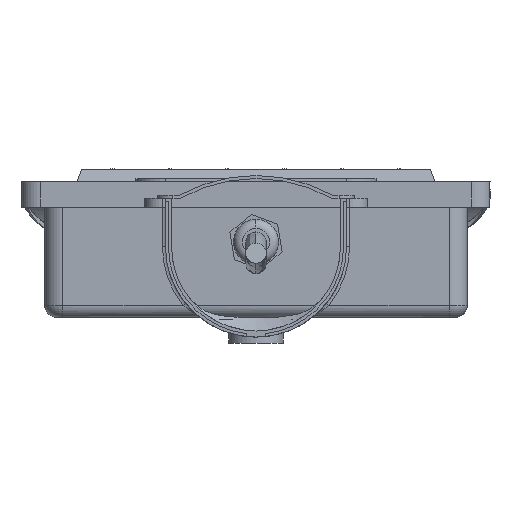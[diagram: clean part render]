
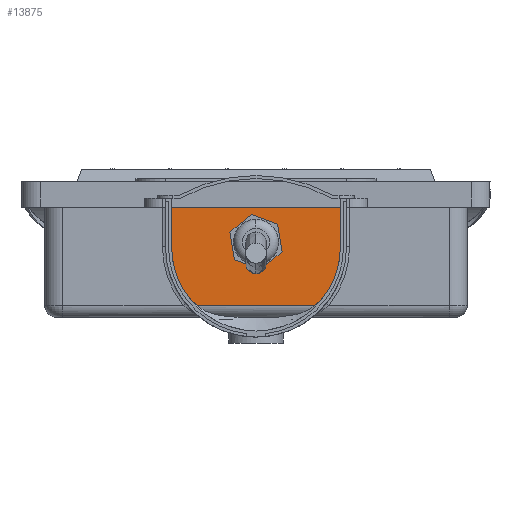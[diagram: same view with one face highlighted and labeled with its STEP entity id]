
A CAD part, front view. The second image highlights one B-rep face of the part: STEP entity #13875.
In plain terms, the highlighted planar face has unit normal (0, -1, 0).
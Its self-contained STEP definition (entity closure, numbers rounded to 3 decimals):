
#13 = VERTEX_POINT ( 'NONE', #12707 ) ;
#304 = CARTESIAN_POINT ( 'NONE',  ( -28., 10., -13.5 ) ) ;
#783 = VERTEX_POINT ( 'NONE', #12766 ) ;
#807 = CARTESIAN_POINT ( 'NONE',  ( 70., 10., -50. ) ) ;
#965 = EDGE_CURVE ( 'NONE', #10220, #6576, #20737, .T. ) ;
#966 = EDGE_LOOP ( 'NONE', ( #7501, #20647, #17220, #6290, #14888, #14211, #3194, #5081, #6372, #8073 ) ) ;
#1023 = VECTOR ( 'NONE', #1035, 1000. ) ;
#1027 = DIRECTION ( 'NONE',  ( 0., 0., 1. ) ) ;
#1035 = DIRECTION ( 'NONE',  ( -0.772, 0., -0.636 ) ) ;
#1094 = EDGE_CURVE ( 'NONE', #15914, #2304, #1878, .T. ) ;
#1115 = CARTESIAN_POINT ( 'NONE',  ( 0., 10., -26.5 ) ) ;
#1182 = CIRCLE ( 'NONE', #19244, 28. ) ;
#1244 = LINE ( 'NONE', #21519, #1023 ) ;
#1528 = EDGE_CURVE ( 'NONE', #2304, #15041, #1867, .T. ) ;
#1684 = CARTESIAN_POINT ( 'NONE',  ( 8.65, 10., -28.241 ) ) ;
#1707 = DIRECTION ( 'NONE',  ( 1., 0., 0. ) ) ;
#1834 = DIRECTION ( 'NONE',  ( 0.74, 0., -0.672 ) ) ;
#1867 = LINE ( 'NONE', #3751, #16447 ) ;
#1878 = LINE ( 'NONE', #13622, #6224 ) ;
#1930 = CARTESIAN_POINT ( 'NONE',  ( 19.512, 10., -46. ) ) ;
#2304 = VERTEX_POINT ( 'NONE', #19714 ) ;
#2403 = DIRECTION ( 'NONE',  ( 0., 0., 1. ) ) ;
#2972 = VERTEX_POINT ( 'NONE', #4373 ) ;
#3034 = EDGE_CURVE ( 'NONE', #6144, #783, #16608, .T. ) ;
#3083 = VECTOR ( 'NONE', #1707, 1000. ) ;
#3194 = ORIENTED_EDGE ( 'NONE', *, *, #965, .F. ) ;
#3227 = LINE ( 'NONE', #1684, #14435 ) ;
#3565 = VECTOR ( 'NONE', #13804, 1000. ) ;
#3751 = CARTESIAN_POINT ( 'NONE',  ( 28., 10., -26.5 ) ) ;
#3922 = VERTEX_POINT ( 'NONE', #17011 ) ;
#4181 = CARTESIAN_POINT ( 'NONE',  ( 7.132, 10., -19.129 ) ) ;
#4190 = VERTEX_POINT ( 'NONE', #8002 ) ;
#4373 = CARTESIAN_POINT ( 'NONE',  ( 20.418, 10., -45.049 ) ) ;
#4553 = VECTOR ( 'NONE', #4750, 1000. ) ;
#4666 = CARTESIAN_POINT ( 'NONE',  ( 28., 10., -26.5 ) ) ;
#4750 = DIRECTION ( 'NONE',  ( -0.936, 0., 0.351 ) ) ;
#5011 = EDGE_CURVE ( 'NONE', #6576, #15914, #8954, .T. ) ;
#5081 = ORIENTED_EDGE ( 'NONE', *, *, #11531, .T. ) ;
#5191 = CARTESIAN_POINT ( 'NONE',  ( -20.725, 10., -45.328 ) ) ;
#5212 = EDGE_CURVE ( 'NONE', #10631, #4190, #10373, .T. ) ;
#5385 = CARTESIAN_POINT ( 'NONE',  ( -7.132, 10., -30.871 ) ) ;
#5789 = FACE_BOUND ( 'NONE', #21323, .T. ) ;
#5907 = DIRECTION ( 'NONE',  ( 0., 1., 0. ) ) ;
#6144 = VERTEX_POINT ( 'NONE', #13350 ) ;
#6224 = VECTOR ( 'NONE', #10315, 1000. ) ;
#6290 = ORIENTED_EDGE ( 'NONE', *, *, #1528, .F. ) ;
#6351 = AXIS2_PLACEMENT_3D ( 'NONE', #21535, #11685, #8240 ) ;
#6372 = ORIENTED_EDGE ( 'NONE', *, *, #3034, .F. ) ;
#6373 = ORIENTED_EDGE ( 'NONE', *, *, #17065, .F. ) ;
#6391 = ORIENTED_EDGE ( 'NONE', *, *, #21826, .F. ) ;
#6488 = ORIENTED_EDGE ( 'NONE', *, *, #20957, .F. ) ;
#6576 = VERTEX_POINT ( 'NONE', #10455 ) ;
#7045 = DIRECTION ( 'NONE',  ( 0.772, 0., 0.636 ) ) ;
#7303 = AXIS2_PLACEMENT_3D ( 'NONE', #12012, #20190, #18767 ) ;
#7501 = ORIENTED_EDGE ( 'NONE', *, *, #11457, .F. ) ;
#7874 = DIRECTION ( 'NONE',  ( 0., 1., 0. ) ) ;
#8002 = CARTESIAN_POINT ( 'NONE',  ( 8.65, 10., -28.241 ) ) ;
#8073 = ORIENTED_EDGE ( 'NONE', *, *, #13703, .T. ) ;
#8202 = LINE ( 'NONE', #9868, #12606 ) ;
#8240 = DIRECTION ( 'NONE',  ( 0., 0., 1. ) ) ;
#8419 = DIRECTION ( 'NONE',  ( 0., 1., 0. ) ) ;
#8451 = DIRECTION ( 'NONE',  ( -0.164, 0., 0.986 ) ) ;
#8928 = CARTESIAN_POINT ( 'NONE',  ( 1.518, 10., -34.112 ) ) ;
#8938 = EDGE_CURVE ( 'NONE', #15041, #19606, #1182, .T. ) ;
#8954 = LINE ( 'NONE', #10831, #19772 ) ;
#9181 = VECTOR ( 'NONE', #7045, 1000. ) ;
#9649 = CARTESIAN_POINT ( 'NONE',  ( 7.132, 10., -19.129 ) ) ;
#9720 = EDGE_CURVE ( 'NONE', #2972, #19606, #10142, .T. ) ;
#9868 = CARTESIAN_POINT ( 'NONE',  ( 26.654, 10., -2.286 ) ) ;
#10142 = LINE ( 'NONE', #10261, #11821 ) ;
#10220 = VERTEX_POINT ( 'NONE', #5191 ) ;
#10261 = CARTESIAN_POINT ( 'NONE',  ( 50.046, 10., -71.965 ) ) ;
#10315 = DIRECTION ( 'NONE',  ( 1., 0., 0. ) ) ;
#10373 = LINE ( 'NONE', #8928, #9181 ) ;
#10455 = CARTESIAN_POINT ( 'NONE',  ( -28., 10., -26.5 ) ) ;
#10466 = CARTESIAN_POINT ( 'NONE',  ( 70., 10., -46. ) ) ;
#10631 = VERTEX_POINT ( 'NONE', #14015 ) ;
#10831 = CARTESIAN_POINT ( 'NONE',  ( -28., 10., -26.5 ) ) ;
#11190 = AXIS2_PLACEMENT_3D ( 'NONE', #1115, #7874, #16396 ) ;
#11243 = AXIS2_PLACEMENT_3D ( 'NONE', #807, #5907, #1027 ) ;
#11261 = VECTOR ( 'NONE', #15182, 1000. ) ;
#11457 = EDGE_CURVE ( 'NONE', #2972, #13697, #15797, .T. ) ;
#11531 = EDGE_CURVE ( 'NONE', #10220, #783, #8202, .T. ) ;
#11685 = DIRECTION ( 'NONE',  ( 0., 1., 0. ) ) ;
#11821 = VECTOR ( 'NONE', #1834, 1000. ) ;
#12012 = CARTESIAN_POINT ( 'NONE',  ( 0., 10., -26.5 ) ) ;
#12560 = PLANE ( 'NONE',  #11243 ) ;
#12606 = VECTOR ( 'NONE', #14953, 1000. ) ;
#12707 = CARTESIAN_POINT ( 'NONE',  ( -1.518, 10., -15.888 ) ) ;
#12766 = CARTESIAN_POINT ( 'NONE',  ( -20.418, 10., -45.049 ) ) ;
#13046 = VERTEX_POINT ( 'NONE', #4181 ) ;
#13105 = CARTESIAN_POINT ( 'NONE',  ( 20.725, 10., -45.328 ) ) ;
#13350 = CARTESIAN_POINT ( 'NONE',  ( -19.512, 10., -46. ) ) ;
#13404 = LINE ( 'NONE', #16846, #11261 ) ;
#13622 = CARTESIAN_POINT ( 'NONE',  ( 70., 10., -13.5 ) ) ;
#13695 = ORIENTED_EDGE ( 'NONE', *, *, #5212, .F. ) ;
#13697 = VERTEX_POINT ( 'NONE', #1930 ) ;
#13703 = EDGE_CURVE ( 'NONE', #6144, #13697, #20312, .T. ) ;
#13804 = DIRECTION ( 'NONE',  ( 0.936, 0., -0.351 ) ) ;
#13875 = ADVANCED_FACE ( 'NONE', ( #14214, #5789 ), #12560, .F. ) ;
#13933 = DIRECTION ( 'NONE',  ( 0., 0., -1. ) ) ;
#14015 = CARTESIAN_POINT ( 'NONE',  ( 1.518, 10., -34.112 ) ) ;
#14211 = ORIENTED_EDGE ( 'NONE', *, *, #5011, .F. ) ;
#14214 = FACE_OUTER_BOUND ( 'NONE', #966, .T. ) ;
#14435 = VECTOR ( 'NONE', #8451, 1000. ) ;
#14888 = ORIENTED_EDGE ( 'NONE', *, *, #1094, .F. ) ;
#14953 = DIRECTION ( 'NONE',  ( 0.74, 0., 0.672 ) ) ;
#15041 = VERTEX_POINT ( 'NONE', #4666 ) ;
#15126 = EDGE_CURVE ( 'NONE', #4190, #13046, #3227, .T. ) ;
#15182 = DIRECTION ( 'NONE',  ( 0.164, 0., -0.986 ) ) ;
#15797 = CIRCLE ( 'NONE', #7303, 27.586 ) ;
#15914 = VERTEX_POINT ( 'NONE', #304 ) ;
#16342 = ORIENTED_EDGE ( 'NONE', *, *, #18849, .F. ) ;
#16396 = DIRECTION ( 'NONE',  ( 1., 0., 0. ) ) ;
#16447 = VECTOR ( 'NONE', #13933, 1000. ) ;
#16608 = CIRCLE ( 'NONE', #6351, 27.586 ) ;
#16846 = CARTESIAN_POINT ( 'NONE',  ( -8.65, 10., -21.759 ) ) ;
#17011 = CARTESIAN_POINT ( 'NONE',  ( -8.65, 10., -21.759 ) ) ;
#17065 = EDGE_CURVE ( 'NONE', #13, #3922, #1244, .T. ) ;
#17132 = LINE ( 'NONE', #5385, #3565 ) ;
#17220 = ORIENTED_EDGE ( 'NONE', *, *, #8938, .F. ) ;
#18500 = DIRECTION ( 'NONE',  ( 1., 0., 0. ) ) ;
#18767 = DIRECTION ( 'NONE',  ( 0., 0., 1. ) ) ;
#18849 = EDGE_CURVE ( 'NONE', #19927, #10631, #17132, .T. ) ;
#19244 = AXIS2_PLACEMENT_3D ( 'NONE', #21933, #8419, #18500 ) ;
#19478 = ORIENTED_EDGE ( 'NONE', *, *, #15126, .F. ) ;
#19606 = VERTEX_POINT ( 'NONE', #13105 ) ;
#19714 = CARTESIAN_POINT ( 'NONE',  ( 28., 10., -13.5 ) ) ;
#19772 = VECTOR ( 'NONE', #2403, 1000. ) ;
#19838 = LINE ( 'NONE', #9649, #4553 ) ;
#19927 = VERTEX_POINT ( 'NONE', #20040 ) ;
#20040 = CARTESIAN_POINT ( 'NONE',  ( -7.132, 10., -30.871 ) ) ;
#20190 = DIRECTION ( 'NONE',  ( 0., 1., 0. ) ) ;
#20312 = LINE ( 'NONE', #10466, #3083 ) ;
#20647 = ORIENTED_EDGE ( 'NONE', *, *, #9720, .T. ) ;
#20737 = CIRCLE ( 'NONE', #11190, 28. ) ;
#20957 = EDGE_CURVE ( 'NONE', #13046, #13, #19838, .T. ) ;
#21323 = EDGE_LOOP ( 'NONE', ( #13695, #16342, #6391, #6373, #6488, #19478 ) ) ;
#21519 = CARTESIAN_POINT ( 'NONE',  ( -1.518, 10., -15.888 ) ) ;
#21535 = CARTESIAN_POINT ( 'NONE',  ( 0., 10., -26.5 ) ) ;
#21826 = EDGE_CURVE ( 'NONE', #3922, #19927, #13404, .T. ) ;
#21933 = CARTESIAN_POINT ( 'NONE',  ( 0., 10., -26.5 ) ) ;
